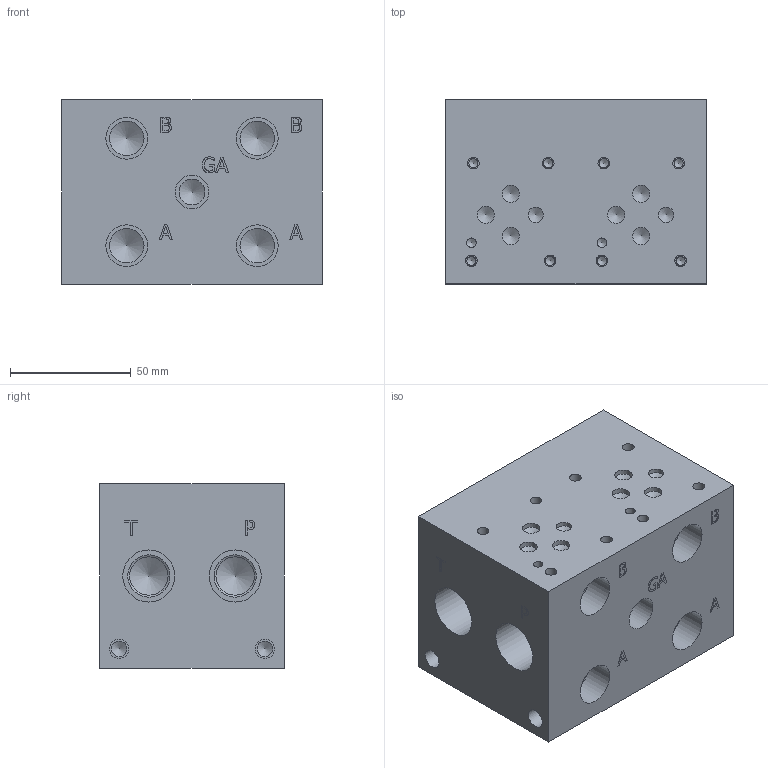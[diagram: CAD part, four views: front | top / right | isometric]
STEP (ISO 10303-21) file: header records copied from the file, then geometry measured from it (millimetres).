
FILE_DESCRIPTION(/* description */ (''),/* implementation_level */ '2;1');
FILE_NAME(/* name */ '_D03P022P_C.stp',/* time_stamp */ '2021-07-16T10:07:19-04:00',/* author */ ('anthonyv'),/* organization */ (''),/* preprocessor_version */ 'ST-DEVELOPER v18.1',/* originating_system */ 'Autodesk Inventor 2021',/* authorisation */ '');
FILE_SCHEMA (('AUTOMOTIVE_DESIGN { 1 0 10303 214 3 1 1 }'));
Length unit declared in the file: millimetre
Products named in the file (1): Part_AD03P022P_C_3D
Bounding box: 107.95 x 76.2 x 76.2 mm (x, y, z)
Volume: 555248.4 mm3; surface area: 62185.1 mm2
Topology: 1 solids, 1 shells, 632 faces, 1733 edges, 1173 vertices
Faces by surface type: plane 359, bspline 171, cylinder 62, cone 40
Full cylindrical faces by diameter (mm): 3.785 x8, 3.962 x2, 4.826 x8, 6.35 x2, 6.528 x4, 7.137 x6, 7.925 x4, 10.719 x1, 13.868 x1, 14.3 x5, 15.875 x4, 15.9 x1, 17.297 x4, 17.475 x4, 20.62 x1, 21.59 x4, 22.23 x1, 22.54 x1, 30.16 x1
Entity records: 21300 total; most frequent: CARTESIAN_POINT 5730, ORIENTED_EDGE 3402, DIRECTION 2508, EDGE_CURVE 1701, VERTEX_POINT 1173, LINE 1134, VECTOR 1134, EDGE_LOOP 734
